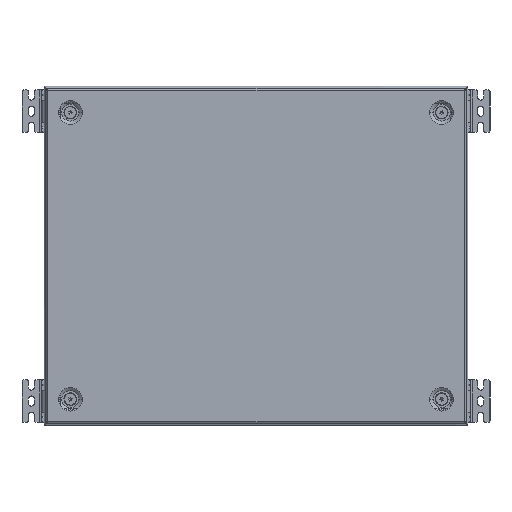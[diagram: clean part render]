
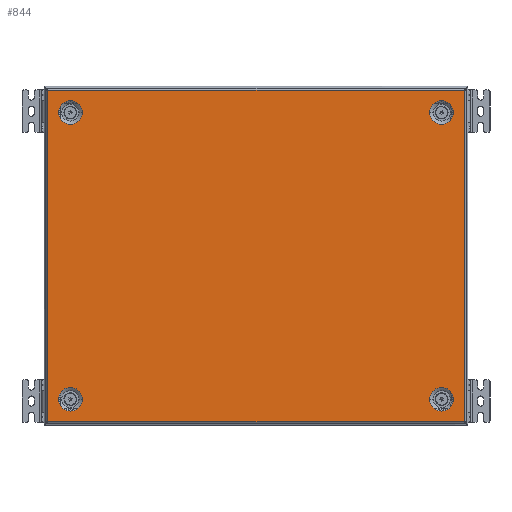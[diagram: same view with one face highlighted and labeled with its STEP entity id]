
A CAD part, top view. The second image highlights one B-rep face of the part: STEP entity #844.
In plain terms, the highlighted planar face has unit normal (0, 0, 1).
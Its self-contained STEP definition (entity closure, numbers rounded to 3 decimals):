
#55 = VERTEX_POINT ( 'NONE', #14690 ) ;
#638 = CIRCLE ( 'NONE', #17148, 14. ) ;
#844 = ADVANCED_FACE ( 'NONE', ( #24150, #3218, #26644, #24572, #16029 ), #19931, .T. ) ;
#1413 = VECTOR ( 'NONE', #15839, 1000. ) ;
#1548 = CARTESIAN_POINT ( 'NONE',  ( -247.5, 195.5, 0. ) ) ;
#1573 = EDGE_CURVE ( 'NONE', #16514, #13723, #22198, .T. ) ;
#1812 = EDGE_CURVE ( 'NONE', #6021, #26236, #10259, .T. ) ;
#2223 = AXIS2_PLACEMENT_3D ( 'NONE', #25835, #23878, #2668 ) ;
#2283 = AXIS2_PLACEMENT_3D ( 'NONE', #5921, #25043, #24905 ) ;
#2668 = DIRECTION ( 'NONE',  ( 1., 0., 0. ) ) ;
#3074 = DIRECTION ( 'NONE',  ( -1., 0., 0. ) ) ;
#3218 = FACE_BOUND ( 'NONE', #9267, .T. ) ;
#3360 = CARTESIAN_POINT ( 'NONE',  ( 245.793, 195.5, 0. ) ) ;
#3788 = EDGE_CURVE ( 'NONE', #26236, #6021, #25698, .T. ) ;
#4200 = VERTEX_POINT ( 'NONE', #17455 ) ;
#4428 = CARTESIAN_POINT ( 'NONE',  ( 245.5, 195.5, 0. ) ) ;
#4676 = VECTOR ( 'NONE', #11921, 1000. ) ;
#4816 = DIRECTION ( 'NONE',  ( 0., 0., 1. ) ) ;
#4846 = LINE ( 'NONE', #7468, #1413 ) ;
#4962 = DIRECTION ( 'NONE',  ( -1., 0., 0. ) ) ;
#5415 = EDGE_CURVE ( 'NONE', #16312, #21788, #638, .T. ) ;
#5428 = VECTOR ( 'NONE', #19303, 1000. ) ;
#5464 = EDGE_CURVE ( 'NONE', #7957, #15985, #6201, .T. ) ;
#5529 = CARTESIAN_POINT ( 'NONE',  ( 205., -169., 0. ) ) ;
#5921 = CARTESIAN_POINT ( 'NONE',  ( -219., -169., 0. ) ) ;
#5936 = DIRECTION ( 'NONE',  ( 1., 0., 0. ) ) ;
#6021 = VERTEX_POINT ( 'NONE', #15281 ) ;
#6121 = CARTESIAN_POINT ( 'NONE',  ( 245.4, 195.5, 0. ) ) ;
#6201 = LINE ( 'NONE', #27418, #4676 ) ;
#6319 = EDGE_CURVE ( 'NONE', #55, #21408, #8071, .T. ) ;
#6440 = VERTEX_POINT ( 'NONE', #25999 ) ;
#6643 = EDGE_CURVE ( 'NONE', #26376, #7957, #13987, .T. ) ;
#6798 = ORIENTED_EDGE ( 'NONE', *, *, #6319, .F. ) ;
#6817 = CARTESIAN_POINT ( 'NONE',  ( -245.5, 195.5, 0. ) ) ;
#7366 = EDGE_LOOP ( 'NONE', ( #26752, #6798 ) ) ;
#7400 = AXIS2_PLACEMENT_3D ( 'NONE', #22808, #16225, #24750 ) ;
#7468 = CARTESIAN_POINT ( 'NONE',  ( -245.793, -195.5, 0. ) ) ;
#7612 = EDGE_LOOP ( 'NONE', ( #23663, #26422, #10287, #26711, #10774, #17258, #24536, #17336 ) ) ;
#7952 = CARTESIAN_POINT ( 'NONE',  ( 233., 169., 0. ) ) ;
#7957 = VERTEX_POINT ( 'NONE', #17373 ) ;
#8010 = CARTESIAN_POINT ( 'NONE',  ( 219., -169., 0. ) ) ;
#8071 = CIRCLE ( 'NONE', #2283, 14. ) ;
#8098 = DIRECTION ( 'NONE',  ( 1., 0., 0. ) ) ;
#8374 = EDGE_CURVE ( 'NONE', #21788, #16312, #27082, .T. ) ;
#9267 = EDGE_LOOP ( 'NONE', ( #21949, #17153 ) ) ;
#9586 = EDGE_CURVE ( 'NONE', #24666, #10602, #23952, .T. ) ;
#9706 = EDGE_LOOP ( 'NONE', ( #14689, #19515 ) ) ;
#9770 = CARTESIAN_POINT ( 'NONE',  ( -245.4, 195.5, 0. ) ) ;
#10259 = CIRCLE ( 'NONE', #19176, 14. ) ;
#10287 = ORIENTED_EDGE ( 'NONE', *, *, #24696, .F. ) ;
#10602 = VERTEX_POINT ( 'NONE', #22275 ) ;
#10774 = ORIENTED_EDGE ( 'NONE', *, *, #9586, .T. ) ;
#11196 = DIRECTION ( 'NONE',  ( 0., -1., 0. ) ) ;
#11545 = DIRECTION ( 'NONE',  ( 0., 0., 1. ) ) ;
#11876 = DIRECTION ( 'NONE',  ( 1., 0., 0. ) ) ;
#11921 = DIRECTION ( 'NONE',  ( 0., 1., 0. ) ) ;
#12026 = CARTESIAN_POINT ( 'NONE',  ( 233., -169., 0. ) ) ;
#12585 = DIRECTION ( 'NONE',  ( 1., 0., 0. ) ) ;
#12637 = DIRECTION ( 'NONE',  ( -1., 0., 0. ) ) ;
#12911 = VECTOR ( 'NONE', #3074, 1000. ) ;
#12927 = CARTESIAN_POINT ( 'NONE',  ( -245.5, 195.793, 0. ) ) ;
#13099 = VERTEX_POINT ( 'NONE', #6817 ) ;
#13345 = CARTESIAN_POINT ( 'NONE',  ( -245.793, -195.5, 0. ) ) ;
#13527 = DIRECTION ( 'NONE',  ( 1., 0., 0. ) ) ;
#13705 = EDGE_LOOP ( 'NONE', ( #16484, #25345 ) ) ;
#13723 = VERTEX_POINT ( 'NONE', #9770 ) ;
#13987 = LINE ( 'NONE', #22513, #25915 ) ;
#14093 = CARTESIAN_POINT ( 'NONE',  ( 0., 0., 0. ) ) ;
#14428 = CARTESIAN_POINT ( 'NONE',  ( -233., -169., 0. ) ) ;
#14689 = ORIENTED_EDGE ( 'NONE', *, *, #3788, .F. ) ;
#14690 = CARTESIAN_POINT ( 'NONE',  ( -205., -169., 0. ) ) ;
#14960 = DIRECTION ( 'NONE',  ( 0., 0., 1. ) ) ;
#15218 = CARTESIAN_POINT ( 'NONE',  ( 245.4, -195.5, 0. ) ) ;
#15236 = DIRECTION ( 'NONE',  ( 0., 0., 1. ) ) ;
#15281 = CARTESIAN_POINT ( 'NONE',  ( 205., 169., 0. ) ) ;
#15537 = CARTESIAN_POINT ( 'NONE',  ( -219., -169., 0. ) ) ;
#15839 = DIRECTION ( 'NONE',  ( 1., 0., 0. ) ) ;
#15985 = VERTEX_POINT ( 'NONE', #4428 ) ;
#16029 = FACE_BOUND ( 'NONE', #13705, .T. ) ;
#16056 = CARTESIAN_POINT ( 'NONE',  ( -245.5, -195.5, 0. ) ) ;
#16225 = DIRECTION ( 'NONE',  ( 0., 0., 1. ) ) ;
#16312 = VERTEX_POINT ( 'NONE', #5529 ) ;
#16461 = LINE ( 'NONE', #1548, #20070 ) ;
#16484 = ORIENTED_EDGE ( 'NONE', *, *, #20315, .F. ) ;
#16514 = VERTEX_POINT ( 'NONE', #6121 ) ;
#16523 = DIRECTION ( 'NONE',  ( 0., 0., 1. ) ) ;
#17148 = AXIS2_PLACEMENT_3D ( 'NONE', #8010, #16523, #5936 ) ;
#17153 = ORIENTED_EDGE ( 'NONE', *, *, #5415, .F. ) ;
#17257 = AXIS2_PLACEMENT_3D ( 'NONE', #15537, #4816, #4962 ) ;
#17258 = ORIENTED_EDGE ( 'NONE', *, *, #25599, .T. ) ;
#17336 = ORIENTED_EDGE ( 'NONE', *, *, #5464, .T. ) ;
#17373 = CARTESIAN_POINT ( 'NONE',  ( 245.5, -195.5, 0. ) ) ;
#17455 = CARTESIAN_POINT ( 'NONE',  ( -205., 169., 0. ) ) ;
#18032 = EDGE_CURVE ( 'NONE', #15985, #16514, #23113, .T. ) ;
#18353 = DIRECTION ( 'NONE',  ( 1., 0., 0. ) ) ;
#19176 = AXIS2_PLACEMENT_3D ( 'NONE', #25350, #21305, #12637 ) ;
#19303 = DIRECTION ( 'NONE',  ( -1., 0., 0. ) ) ;
#19515 = ORIENTED_EDGE ( 'NONE', *, *, #1812, .F. ) ;
#19544 = CIRCLE ( 'NONE', #25360, 14. ) ;
#19578 = AXIS2_PLACEMENT_3D ( 'NONE', #14093, #11545, #13527 ) ;
#19619 = VECTOR ( 'NONE', #11196, 1000. ) ;
#19678 = DIRECTION ( 'NONE',  ( 1., 0., 0. ) ) ;
#19931 = PLANE ( 'NONE',  #19578 ) ;
#20070 = VECTOR ( 'NONE', #8098, 1000. ) ;
#20315 = EDGE_CURVE ( 'NONE', #6440, #4200, #23210, .T. ) ;
#21305 = DIRECTION ( 'NONE',  ( 0., 0., 1. ) ) ;
#21408 = VERTEX_POINT ( 'NONE', #14428 ) ;
#21718 = CIRCLE ( 'NONE', #17257, 14. ) ;
#21788 = VERTEX_POINT ( 'NONE', #12026 ) ;
#21949 = ORIENTED_EDGE ( 'NONE', *, *, #8374, .F. ) ;
#22106 = LINE ( 'NONE', #12927, #19619 ) ;
#22185 = AXIS2_PLACEMENT_3D ( 'NONE', #25842, #15236, #19678 ) ;
#22198 = LINE ( 'NONE', #3360, #12911 ) ;
#22273 = EDGE_CURVE ( 'NONE', #4200, #6440, #19544, .T. ) ;
#22275 = CARTESIAN_POINT ( 'NONE',  ( -245.4, -195.5, 0. ) ) ;
#22513 = CARTESIAN_POINT ( 'NONE',  ( 247.5, -195.5, 0. ) ) ;
#22808 = CARTESIAN_POINT ( 'NONE',  ( 219., 169., 0. ) ) ;
#23113 = LINE ( 'NONE', #27410, #5428 ) ;
#23210 = CIRCLE ( 'NONE', #2223, 14. ) ;
#23355 = CARTESIAN_POINT ( 'NONE',  ( -219., 169., 0. ) ) ;
#23663 = ORIENTED_EDGE ( 'NONE', *, *, #18032, .T. ) ;
#23878 = DIRECTION ( 'NONE',  ( 0., 0., 1. ) ) ;
#23952 = LINE ( 'NONE', #13345, #26712 ) ;
#24019 = EDGE_CURVE ( 'NONE', #13099, #24666, #22106, .T. ) ;
#24150 = FACE_OUTER_BOUND ( 'NONE', #7612, .T. ) ;
#24536 = ORIENTED_EDGE ( 'NONE', *, *, #6643, .T. ) ;
#24572 = FACE_BOUND ( 'NONE', #7366, .T. ) ;
#24666 = VERTEX_POINT ( 'NONE', #16056 ) ;
#24696 = EDGE_CURVE ( 'NONE', #13099, #13723, #16461, .T. ) ;
#24750 = DIRECTION ( 'NONE',  ( -1., 0., 0. ) ) ;
#24905 = DIRECTION ( 'NONE',  ( -1., 0., 0. ) ) ;
#25043 = DIRECTION ( 'NONE',  ( 0., 0., 1. ) ) ;
#25345 = ORIENTED_EDGE ( 'NONE', *, *, #22273, .F. ) ;
#25350 = CARTESIAN_POINT ( 'NONE',  ( 219., 169., 0. ) ) ;
#25360 = AXIS2_PLACEMENT_3D ( 'NONE', #23355, #14960, #12585 ) ;
#25599 = EDGE_CURVE ( 'NONE', #10602, #26376, #4846, .T. ) ;
#25698 = CIRCLE ( 'NONE', #7400, 14. ) ;
#25835 = CARTESIAN_POINT ( 'NONE',  ( -219., 169., 0. ) ) ;
#25842 = CARTESIAN_POINT ( 'NONE',  ( 219., -169., 0. ) ) ;
#25915 = VECTOR ( 'NONE', #11876, 1000. ) ;
#25999 = CARTESIAN_POINT ( 'NONE',  ( -233., 169., 0. ) ) ;
#26236 = VERTEX_POINT ( 'NONE', #7952 ) ;
#26376 = VERTEX_POINT ( 'NONE', #15218 ) ;
#26422 = ORIENTED_EDGE ( 'NONE', *, *, #1573, .T. ) ;
#26644 = FACE_BOUND ( 'NONE', #9706, .T. ) ;
#26711 = ORIENTED_EDGE ( 'NONE', *, *, #24019, .T. ) ;
#26712 = VECTOR ( 'NONE', #18353, 1000. ) ;
#26752 = ORIENTED_EDGE ( 'NONE', *, *, #27515, .F. ) ;
#27082 = CIRCLE ( 'NONE', #22185, 14. ) ;
#27410 = CARTESIAN_POINT ( 'NONE',  ( 245.793, 195.5, 0. ) ) ;
#27418 = CARTESIAN_POINT ( 'NONE',  ( 245.5, -195.793, 0. ) ) ;
#27515 = EDGE_CURVE ( 'NONE', #21408, #55, #21718, .T. ) ;
